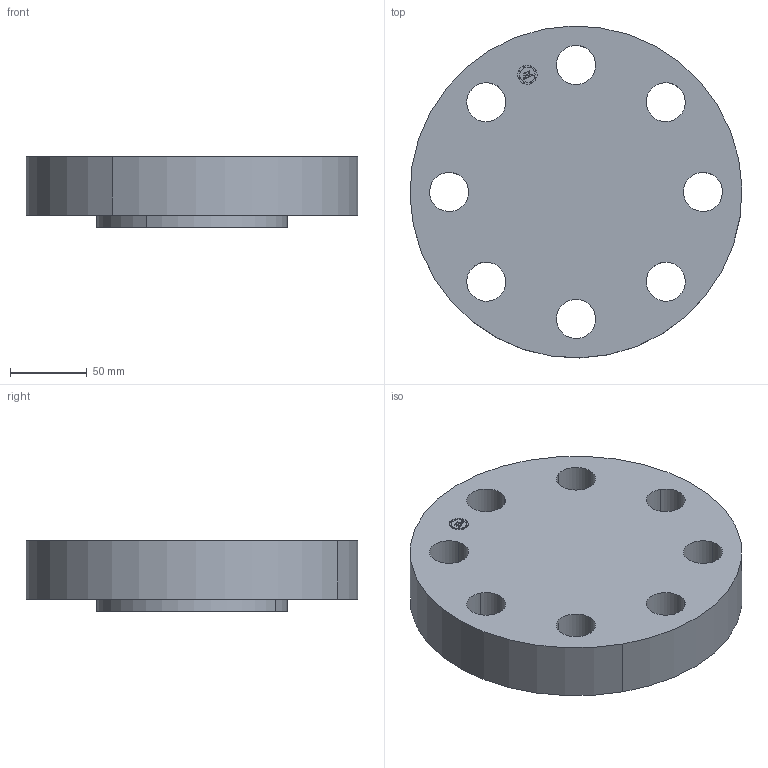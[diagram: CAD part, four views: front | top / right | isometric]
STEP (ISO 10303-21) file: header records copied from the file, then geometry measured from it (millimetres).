
FILE_DESCRIPTION(('3D STEP'),'2;1');
FILE_NAME('2-1500-BLIND-RTJ-FLANGE.stp','2013-03-11T05:20:31+00:00',('Texas Flange'),(''),'CATIA Version 5 Release 20 SP 6 (IN-10)','CATIA V5 STEP AP214','800-826-3801');
FILE_SCHEMA(('AUTOMOTIVE_DESIGN { 1 0 10303 214 1 1 1 1 }'));
Length unit declared in the file: inch
Products named in the file (1): 2-1500-BLIND-RTJ-FLANGE
Bounding box: 215.84 x 215.84 x 46.05 mm (x, y, z)
Volume: 1315817.5 mm3; surface area: 121505.3 mm2
Topology: 1 solids, 1 shells, 418 faces, 1184 edges, 788 vertices
Faces by surface type: plane 370, cylinder 40, torus 4, cone 4
Entity records: 15695 total; most frequent: ORIENTED_EDGE 2368, CARTESIAN_POINT 2341, DIRECTION 1920, EDGE_CURVE 1184, VECTOR 1088, LINE 1088, VERTEX_POINT 788, AXIS2_PLACEMENT_3D 465
